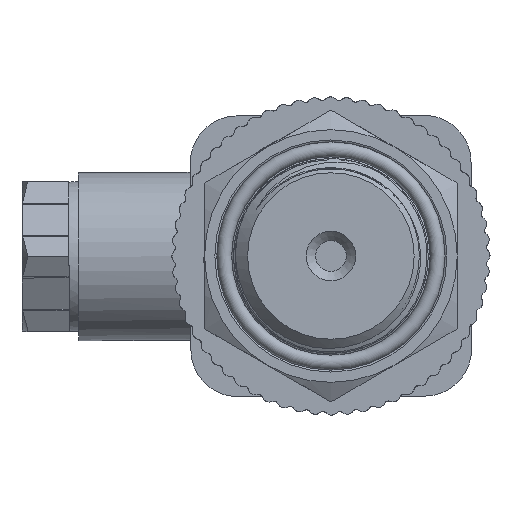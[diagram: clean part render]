
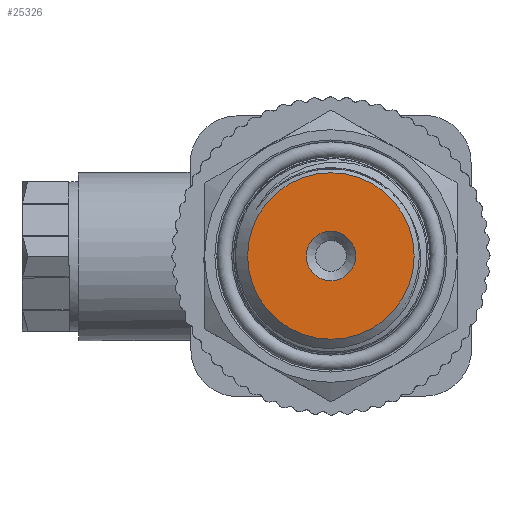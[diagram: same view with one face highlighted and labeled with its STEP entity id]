
A CAD part, left-side view. The second image highlights one B-rep face of the part: STEP entity #25326.
In plain terms, the highlighted face is planar.
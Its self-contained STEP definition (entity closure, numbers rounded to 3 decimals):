
#505=FACE_BOUND('',#4531,.T.);
#1652=PLANE('',#26732);
#3047=FACE_OUTER_BOUND('',#4530,.T.);
#4530=EDGE_LOOP('',(#23720));
#4531=EDGE_LOOP('',(#23721));
#4941=CIRCLE('',#26669,8.9);
#4975=CIRCLE('',#26733,2.65);
#12393=VERTEX_POINT('',#60210);
#12433=VERTEX_POINT('',#64583);
#16120=EDGE_CURVE('',#12393,#12393,#4941,.T.);
#16199=EDGE_CURVE('',#12433,#12433,#4975,.T.);
#23720=ORIENTED_EDGE('',*,*,#16120,.T.);
#23721=ORIENTED_EDGE('',*,*,#16199,.F.);
#25326=ADVANCED_FACE('',(#3047,#505),#1652,.T.);
#26669=AXIS2_PLACEMENT_3D('',#60212,#31116,#31117);
#26732=AXIS2_PLACEMENT_3D('',#64582,#31253,#31254);
#26733=AXIS2_PLACEMENT_3D('',#64584,#31255,#31256);
#31116=DIRECTION('center_axis',(1.,0.,0.));
#31117=DIRECTION('ref_axis',(0.,1.,0.));
#31253=DIRECTION('center_axis',(1.,0.,0.));
#31254=DIRECTION('ref_axis',(0.,0.,-1.));
#31255=DIRECTION('center_axis',(1.,0.,0.));
#31256=DIRECTION('ref_axis',(0.,0.,-1.));
#60210=CARTESIAN_POINT('',(0.,-8.9,0.));
#60212=CARTESIAN_POINT('Origin',(0.,0.,0.));
#64582=CARTESIAN_POINT('Origin',(0.,2.65,0.));
#64583=CARTESIAN_POINT('',(0.,-2.65,0.));
#64584=CARTESIAN_POINT('Origin',(0.,0.,
0.));
